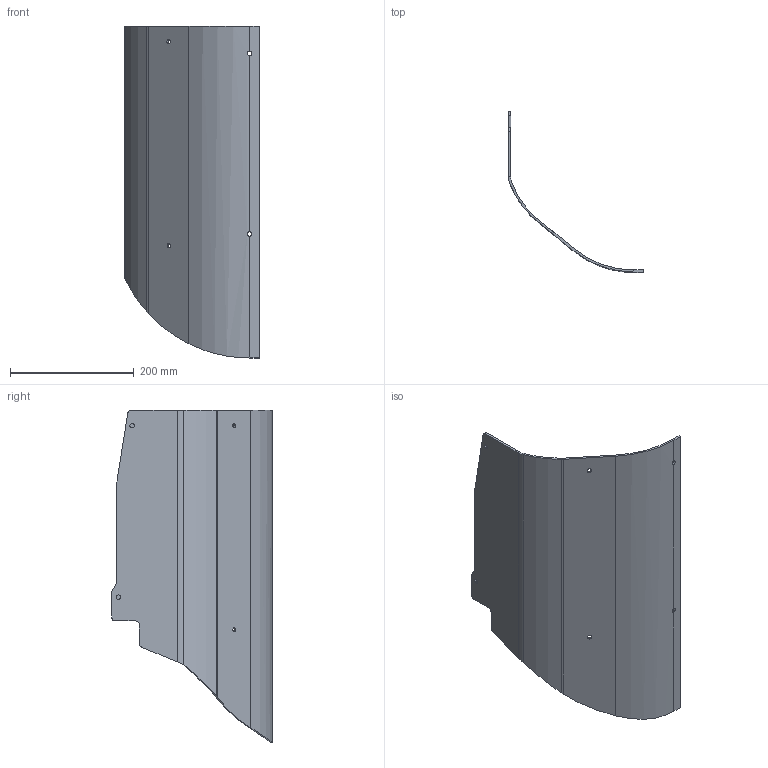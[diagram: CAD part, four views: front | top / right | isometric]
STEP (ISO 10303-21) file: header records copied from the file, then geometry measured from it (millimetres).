
FILE_DESCRIPTION(/* description */ ('UIP LEFT GLARESHIELD'),/* implementation_level */ '2;1');
FILE_NAME(/* name */ 'OH1A1-10_UIP LEFT GLARESHIELD_-_V105.step',/* time_stamp */ '2023-05-22T13:46:22-05:00',/* author */ (''),/* organization */ (''),/* preprocessor_version */ 'ST-DEVELOPER v19.2',/* originating_system */ 'Autodesk Translation Framework v12.4.0.73',/* authorisation */ '');
FILE_SCHEMA (('AUTOMOTIVE_DESIGN { 1 0 10303 214 3 1 1 }'));
Length unit declared in the file: inch
Products named in the file (1): OH1A1-10
Bounding box: 218.07 x 260.41 x 537.21 mm (x, y, z)
Volume: 576964.8 mm3; surface area: 355685.5 mm2
Topology: 1 solids, 1 shells, 50 faces, 128 edges, 78 vertices
Faces by surface type: plane 24, cylinder 21, bspline 5
Full cylindrical faces by diameter (mm): 7.142 x6
Entity records: 1840 total; most frequent: CARTESIAN_POINT 600, ORIENTED_EDGE 256, DIRECTION 236, EDGE_CURVE 128, AXIS2_PLACEMENT_3D 80, VERTEX_POINT 78, LINE 76, VECTOR 76
